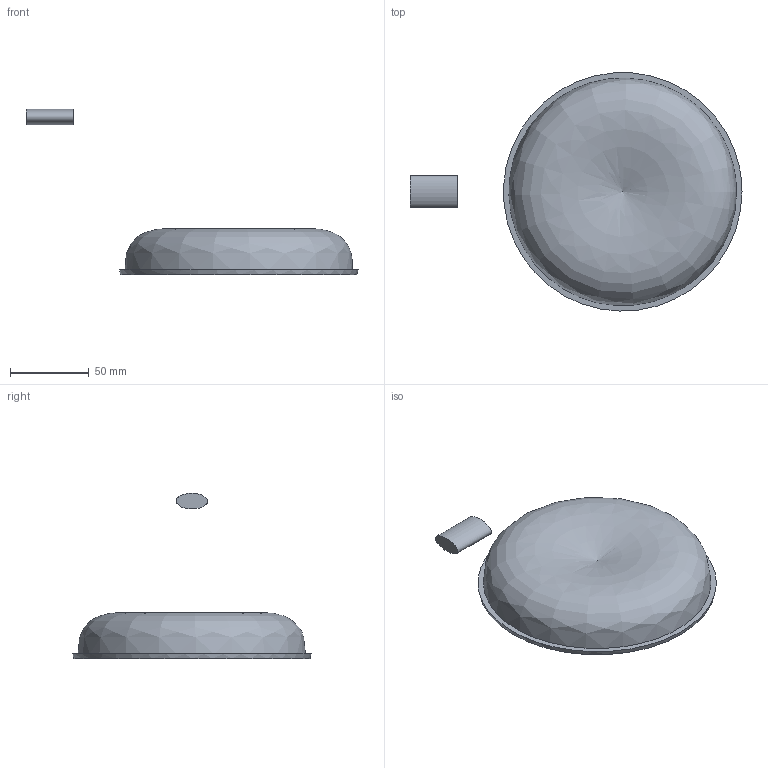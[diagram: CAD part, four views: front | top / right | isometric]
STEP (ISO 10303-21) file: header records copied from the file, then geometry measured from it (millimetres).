
FILE_DESCRIPTION(('Zoo Text-to-CAD'),'1');
FILE_NAME('Zoo Text-to-CAD model','2024-08-31T14:02:22',('Author'),('Zoo'),'Zoo Text-to-CAD','text-to-cad.zoo.dev','Unknown');
FILE_SCHEMA(('AUTOMOTIVE_DESIGN { 1 0 10303 214 1 1 1 1 }'));
Length unit declared in the file: millimetre
Products named in the file (5): Zoo Text-to-CAD
Assembly tree (4 placements, depth 3):
  Zoo Text-to-CAD
    Zoo Text-to-CAD
      Zoo Text-to-CAD
      Zoo Text-to-CAD
      Zoo Text-to-CAD
Bounding box: 210.72 x 151.17 x 104.98 mm (x, y, z)
Volume: 431190.7 mm3; surface area: 46353.5 mm2
Topology: 2 solids, 2 shells, 7 faces, 9 edges, 6 vertices
Faces by surface type: plane 4, revolution 2, bspline 1
Entity records: 934 total; most frequent: CARTESIAN_POINT 672, DIRECTION 38, ORIENTED_EDGE 16, PCURVE 16, DEFINITIONAL_REPRESENTATION 16, AXIS2_PLACEMENT_3D 12, B_SPLINE_CURVE_WITH_KNOTS 11, PRODUCT_DEFINITION_SHAPE 9
